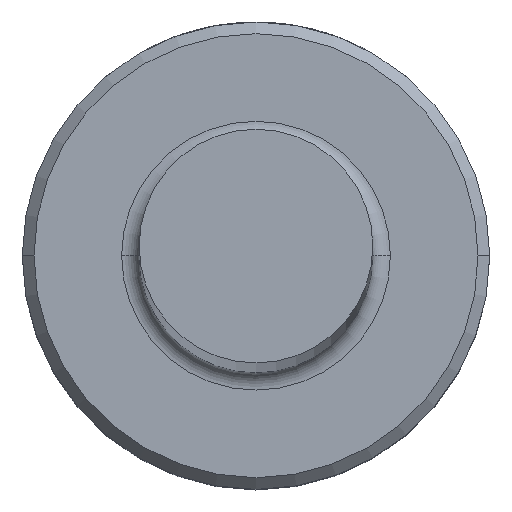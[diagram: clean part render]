
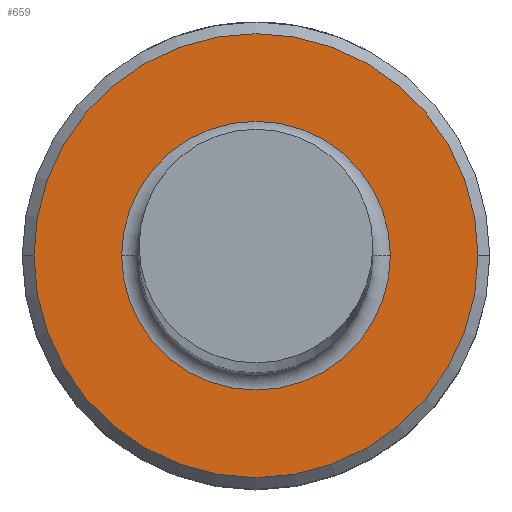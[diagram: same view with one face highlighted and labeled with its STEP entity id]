
A CAD part, top view. The second image highlights one B-rep face of the part: STEP entity #659.
In plain terms, the highlighted planar face has unit normal (0, 0, 1).
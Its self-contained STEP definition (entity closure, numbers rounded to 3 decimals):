
#12 = ORIENTED_EDGE ( 'NONE', *, *, #459, .T. ) ;
#25 = DIRECTION ( 'NONE',  ( 1., 0., 0. ) ) ;
#77 = CIRCLE ( 'NONE', #976, 3.8 ) ;
#105 = CARTESIAN_POINT ( 'NONE',  ( 2.3, 0., 6. ) ) ;
#107 = AXIS2_PLACEMENT_3D ( 'NONE', #879, #345, #967 ) ;
#190 = ORIENTED_EDGE ( 'NONE', *, *, #907, .T. ) ;
#228 = EDGE_CURVE ( 'NONE', #667, #631, #77, .T. ) ;
#233 = CIRCLE ( 'NONE', #107, 2.3 ) ;
#267 = DIRECTION ( 'NONE',  ( 0., 0., -1. ) ) ;
#269 = EDGE_LOOP ( 'NONE', ( #12, #793 ) ) ;
#292 = CARTESIAN_POINT ( 'NONE',  ( 3.8, 0., 6. ) ) ;
#299 = DIRECTION ( 'NONE',  ( 0., 0., 1. ) ) ;
#345 = DIRECTION ( 'NONE',  ( 0., 0., -1. ) ) ;
#439 = CIRCLE ( 'NONE', #447, 2.3 ) ;
#447 = AXIS2_PLACEMENT_3D ( 'NONE', #809, #267, #892 ) ;
#459 = EDGE_CURVE ( 'NONE', #1090, #897, #233, .T. ) ;
#474 = CARTESIAN_POINT ( 'NONE',  ( 0., 0., 6. ) ) ;
#527 = FACE_OUTER_BOUND ( 'NONE', #1025, .T. ) ;
#563 = DIRECTION ( 'NONE',  ( 1., 0., 0. ) ) ;
#581 = FACE_BOUND ( 'NONE', #269, .T. ) ;
#631 = VERTEX_POINT ( 'NONE', #292 ) ;
#646 = DIRECTION ( 'NONE',  ( 1., 0., 0. ) ) ;
#658 = CARTESIAN_POINT ( 'NONE',  ( -3.8, 0., 6. ) ) ;
#659 = ADVANCED_FACE ( 'NONE', ( #527, #581 ), #1099, .T. ) ;
#667 = VERTEX_POINT ( 'NONE', #658 ) ;
#703 = ORIENTED_EDGE ( 'NONE', *, *, #228, .T. ) ;
#756 = CARTESIAN_POINT ( 'NONE',  ( -2.3, 0., 6. ) ) ;
#776 = EDGE_CURVE ( 'NONE', #897, #1090, #439, .T. ) ;
#781 = DIRECTION ( 'NONE',  ( 0., 0., 1. ) ) ;
#793 = ORIENTED_EDGE ( 'NONE', *, *, #776, .T. ) ;
#809 = CARTESIAN_POINT ( 'NONE',  ( 0., 0., 6. ) ) ;
#879 = CARTESIAN_POINT ( 'NONE',  ( 0., 0., 6. ) ) ;
#892 = DIRECTION ( 'NONE',  ( -1., 0., 0. ) ) ;
#897 = VERTEX_POINT ( 'NONE', #105 ) ;
#907 = EDGE_CURVE ( 'NONE', #631, #667, #1013, .T. ) ;
#967 = DIRECTION ( 'NONE',  ( -1., 0., 0. ) ) ;
#976 = AXIS2_PLACEMENT_3D ( 'NONE', #1097, #781, #646 ) ;
#1013 = CIRCLE ( 'NONE', #1153, 3.8 ) ;
#1016 = CARTESIAN_POINT ( 'NONE',  ( 0., 0., 6. ) ) ;
#1025 = EDGE_LOOP ( 'NONE', ( #703, #190 ) ) ;
#1053 = AXIS2_PLACEMENT_3D ( 'NONE', #1016, #299, #25 ) ;
#1086 = DIRECTION ( 'NONE',  ( 0., 0., 1. ) ) ;
#1090 = VERTEX_POINT ( 'NONE', #756 ) ;
#1097 = CARTESIAN_POINT ( 'NONE',  ( 0., 0., 6. ) ) ;
#1099 = PLANE ( 'NONE',  #1053 ) ;
#1153 = AXIS2_PLACEMENT_3D ( 'NONE', #474, #1086, #563 ) ;
